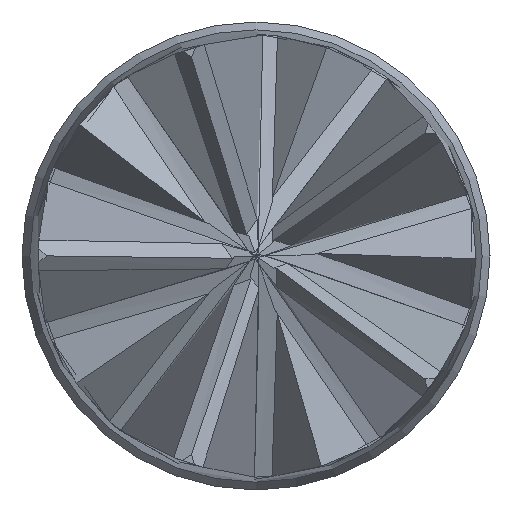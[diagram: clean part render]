
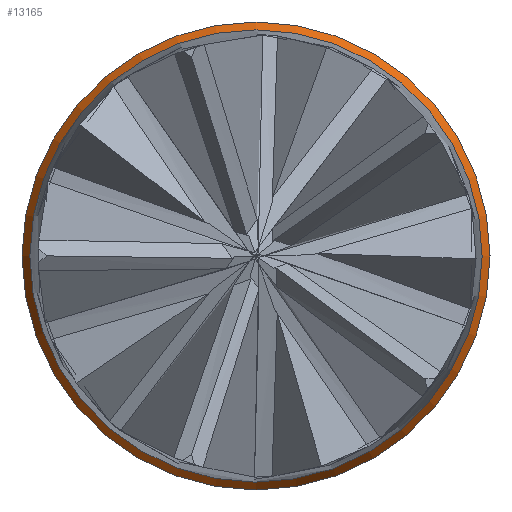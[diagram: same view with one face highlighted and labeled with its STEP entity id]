
A CAD part, left-side view. The second image highlights one B-rep face of the part: STEP entity #13165.
In plain terms, the highlighted conical face has half-angle 30 degrees and reference radius 0.683 mm.
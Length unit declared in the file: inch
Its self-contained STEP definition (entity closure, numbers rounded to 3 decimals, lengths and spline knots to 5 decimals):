
#90 = ORIENTED_EDGE ( 'NONE', *, *, #9401, .T. ) ;
#3204 = DIRECTION ( 'NONE',  ( 1., 0., 0. ) ) ;
#3461 = CARTESIAN_POINT ( 'NONE',  ( -0.00502, 0., 0. ) ) ;
#4327 = EDGE_LOOP ( 'NONE', ( #90 ) ) ;
#5740 = AXIS2_PLACEMENT_3D ( 'NONE', #3461, #3204, #6198 ) ;
#5787 = CIRCLE ( 'NONE', #6347, 0.0269 ) ;
#6198 = DIRECTION ( 'NONE',  ( 0., 1., 0. ) ) ;
#6249 = CARTESIAN_POINT ( 'NONE',  ( 0., 0., 0. ) ) ;
#6276 = DIRECTION ( 'NONE',  ( 1., 0., 0. ) ) ;
#6347 = AXIS2_PLACEMENT_3D ( 'NONE', #12056, #6276, #9529 ) ;
#6856 = FACE_OUTER_BOUND ( 'NONE', #13199, .T. ) ;
#9330 = CARTESIAN_POINT ( 'NONE',  ( 0., 0.0269, 0. ) ) ;
#9401 = EDGE_CURVE ( 'NONE', #16803, #16803, #16506, .T. ) ;
#9422 = VERTEX_POINT ( 'NONE', #9330 ) ;
#9529 = DIRECTION ( 'NONE',  ( 0., 1., 0. ) ) ;
#9958 = FACE_BOUND ( 'NONE', #4327, .T. ) ;
#10515 = DIRECTION ( 'NONE',  ( 1., 0., 0. ) ) ;
#11816 = EDGE_CURVE ( 'NONE', #9422, #9422, #5787, .T. ) ;
#11965 = DIRECTION ( 'NONE',  ( 0., 1., 0. ) ) ;
#12056 = CARTESIAN_POINT ( 'NONE',  ( 0., 0., 0. ) ) ;
#12439 = CONICAL_SURFACE ( 'NONE', #12905, 0.0269, 0.524 ) ;
#12905 = AXIS2_PLACEMENT_3D ( 'NONE', #6249, #10515, #11965 ) ;
#13165 = ADVANCED_FACE ( 'NONE', ( #9958, #6856 ), #12439, .T. ) ;
#13199 = EDGE_LOOP ( 'NONE', ( #14526 ) ) ;
#14526 = ORIENTED_EDGE ( 'NONE', *, *, #11816, .F. ) ;
#15013 = CARTESIAN_POINT ( 'NONE',  ( -0.00502, 0.024, 0. ) ) ;
#16506 = CIRCLE ( 'NONE', #5740, 0.024 ) ;
#16803 = VERTEX_POINT ( 'NONE', #15013 ) ;
